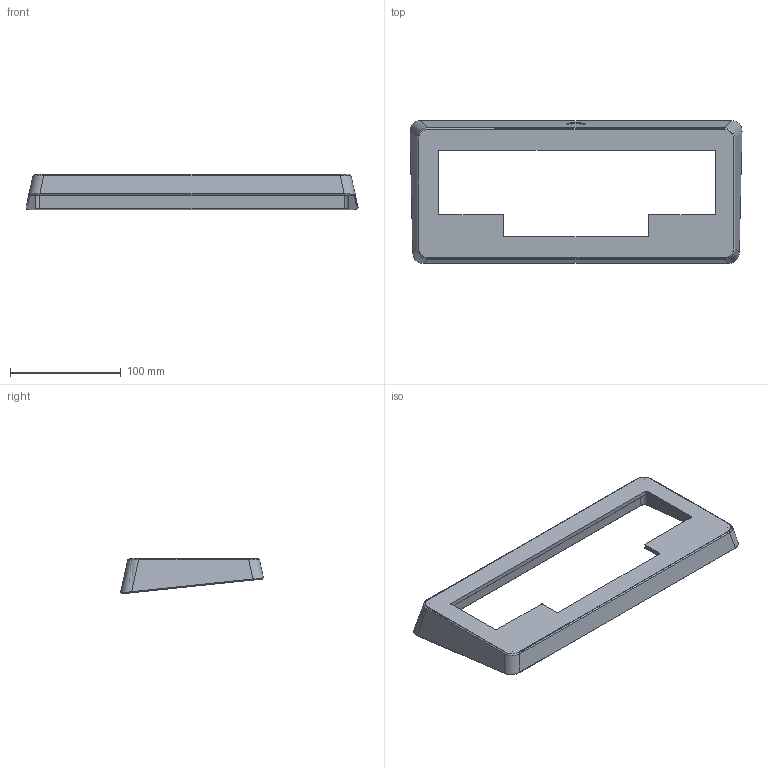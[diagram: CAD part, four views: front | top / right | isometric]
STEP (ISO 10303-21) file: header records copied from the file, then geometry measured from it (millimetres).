
FILE_DESCRIPTION(('FreeCAD Model'),'2;1');
FILE_NAME('Open CASCADE Shape Model','2024-08-24T21:02:52',(''),(''), 'Open CASCADE STEP processor 7.7','Ondsel','Unknown');
FILE_SCHEMA(('AUTOMOTIVE_DESIGN { 1 0 10303 214 1 1 1 1 }'));
Length unit declared in the file: millimetre
Products named in the file (1): Cover
Bounding box: 299.26 x 128.79 x 32.25 mm (x, y, z)
Volume: 155891.7 mm3; surface area: 77717.8 mm2
Topology: 1 solids, 1 shells, 108 faces, 256 edges, 152 vertices
Faces by surface type: bspline 40, plane 34, cylinder 22, cone 12
Full cylindrical faces by diameter (mm): 1.6 x4
Entity records: 9533 total; most frequent: CARTESIAN_POINT 7332, ORIENTED_EDGE 504, DIRECTION 341, EDGE_CURVE 252, VERTEX_POINT 152, FACE_BOUND 118, EDGE_LOOP 118, AXIS2_PLACEMENT_3D 115
